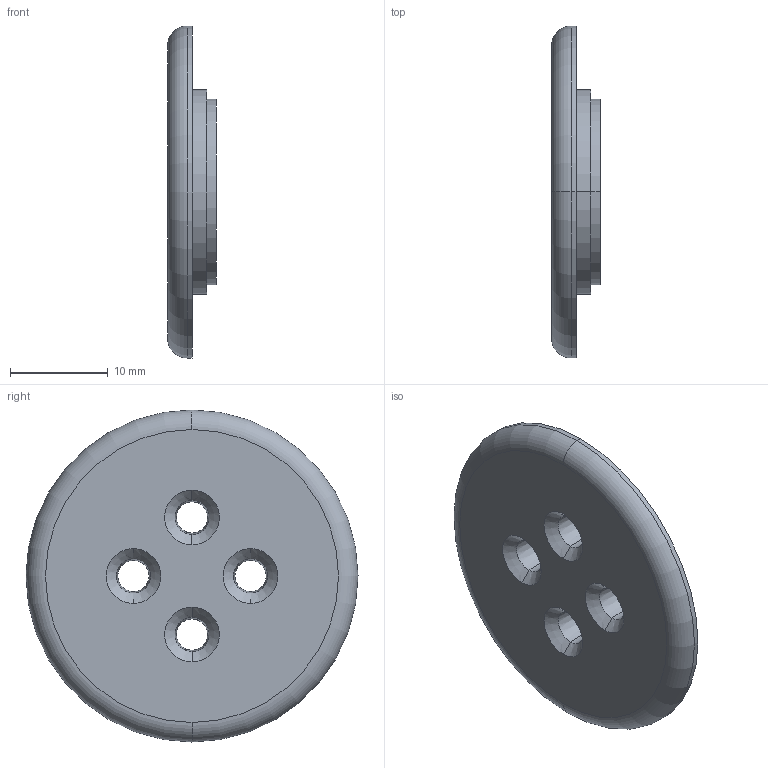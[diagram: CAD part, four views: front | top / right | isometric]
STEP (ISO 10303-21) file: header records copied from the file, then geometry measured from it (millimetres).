
FILE_DESCRIPTION (( 'STEP AP214' ), '1' );
FILE_NAME ('SAM_friction_cap.STEP', '2025-01-01T01:43:58', ( '' ), ( '' ), 'SwSTEP 2.0', 'SolidWorks 2023', '' );
FILE_SCHEMA (( 'AUTOMOTIVE_DESIGN' ));
Length unit declared in the file: millimetre
Products named in the file (1): SAM_friction_cap
Bounding box: 5 x 34 x 34 mm (x, y, z)
Volume: 2634.3 mm3; surface area: 2354.8 mm2
Topology: 1 solids, 1 shells, 42 faces, 90 edges, 54 vertices
Faces by surface type: cylinder 18, bspline 8, cone 8, plane 6, torus 2
Entity records: 2177 total; most frequent: CARTESIAN_POINT 1283, ORIENTED_EDGE 180, DIRECTION 176, EDGE_CURVE 90, AXIS2_PLACEMENT_3D 75, EDGE_LOOP 54, VERTEX_POINT 54, FACE_OUTER_BOUND 42
